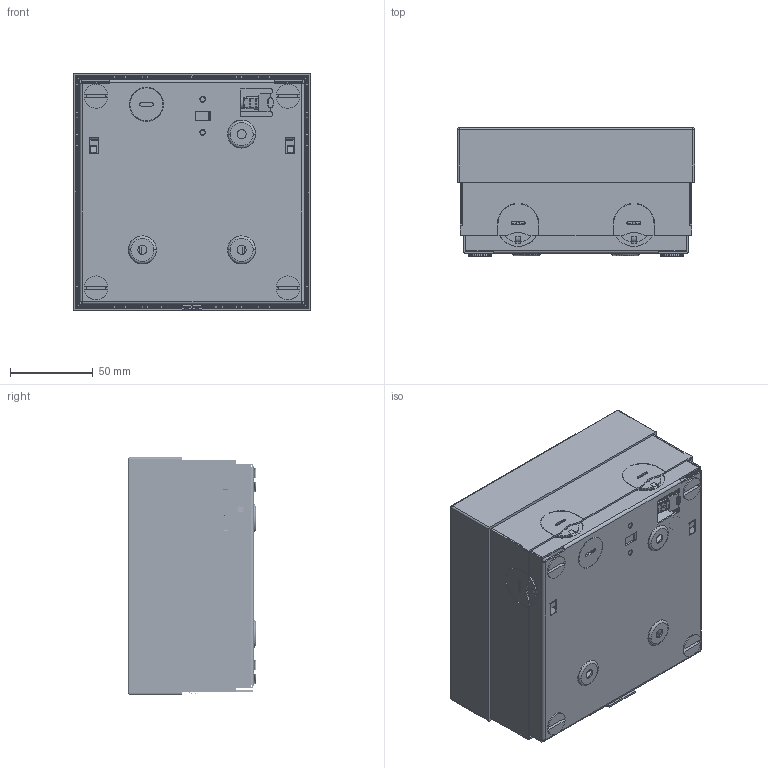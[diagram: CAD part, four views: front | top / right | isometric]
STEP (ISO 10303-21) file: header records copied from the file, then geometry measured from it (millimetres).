
FILE_DESCRIPTION (( 'STEP AP214' ), '1' );
FILE_NAME ('7368356.STEP', '2022-12-02T09:47:31', ( '' ), ( '' ), 'SwSTEP 2.0', 'SolidWorks 2022', '' );
FILE_SCHEMA (( 'AUTOMOTIVE_DESIGN' ));
Length unit declared in the file: millimetre
Products named in the file (40): 177453_Standard, breite Version, Kernloch, Entformung kompl.; 35011900_Standard; 212111; P_39410282_14_Standard; 172611; 033500_Einbausituation GE2; 034042_43000135; 177472_breitere Bürste 52mm (nur Test); 172652_Blind; 42576c_Standard; 032927_43000129; 177454_breitere Version; 172533; 172571_Standard; 05052808_Standard; 172452_abgebogene Erdung -; P_39411020_1_Standard; 190212_Standard; 177455; P_39410286_3_Standard; 121005_39412560 T1 (Edelstahl); 177511_breite Bürstenleiste 52mm; 172471_abgebogene Erdung -; P_39410286_1_Standard; 7368356; 190213_Standard; 205735; 172591_Blindnieten eingesetzt; P_39410282_15_Standard; 177491T1_39412580 (Edelstahl); 136471; 172511; 177474_Standard; 177491_Standard; 021962_Gewindestift DIN 913 M6 x 5 mit Gew.; 157654; 52058FJ_Standard; P_39410286_2_Standard; 35104466_Standard; 191151
Assembly tree (58 placements, depth 4):
  7368356
    172471_abgebogene Erdung -
      172452_abgebogene Erdung -
      172511
    172591_Blindnieten eingesetzt
      172571_Standard
      121005_39412560 T1 (Edelstahl)
      033500_Einbausituation GE2  x4
    177511_breite Bürstenleiste 52mm
      177474_Standard
      177472_breitere Bürste 52mm (nur Test)
        177453_Standard, breite Version, Kernloch, Entformung kompl.
        177455
        177454_breitere Version
        190212_Standard
        190213_Standard
        191151
        021962_Gewindestift DIN 913 M6 x 5 mit Gew.
        212111
      177491_Standard
        177491T1_39412580 (Edelstahl)
        05052808_Standard  x4
      42576c_Standard  x4
      35011900_Standard  x4
      205735
      034042_43000135
      032927_43000129
    136471
    172533
    172611
    172652_Blind
    52058FJ_Standard  x4
    35104466_Standard  x5
    P_39411020_1_Standard
    P_39410282_14_Standard
      P_39410282_15_Standard
      P_39410286_3_Standard
        P_39410286_1_Standard
        P_39410286_2_Standard
    157654
Bounding box: 143.5 x 77.5 x 143.5 mm (x, y, z)
Volume: 313993.3 mm3; surface area: 444547.6 mm2
Topology: 51 solids, 51 shells, 5838 faces, 15997 edges, 10182 vertices
Faces by surface type: plane 2858, cylinder 2392, bspline 250, cone 193, torus 118, sphere 27
Entity records: 204266 total; most frequent: CARTESIAN_POINT 49581, ORIENTED_EDGE 28466, DIRECTION 24019, EDGE_CURVE 14233, VERTEX_POINT 9073, AXIS2_PLACEMENT_3D 8507, LINE 7005, VECTOR 7005
